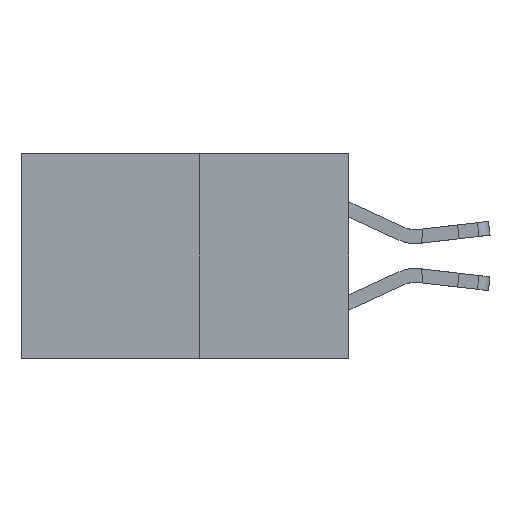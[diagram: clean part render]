
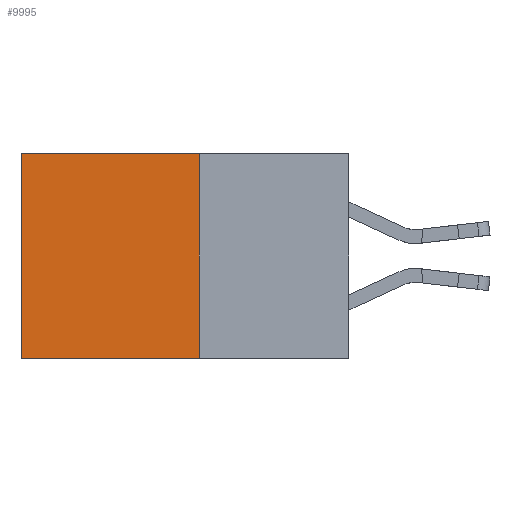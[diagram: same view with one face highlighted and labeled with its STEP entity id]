
A CAD part, left-side view. The second image highlights one B-rep face of the part: STEP entity #9995.
In plain terms, the highlighted planar face has unit normal (-1, 0, 0).
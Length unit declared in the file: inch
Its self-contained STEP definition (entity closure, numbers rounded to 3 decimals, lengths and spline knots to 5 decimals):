
#82 = DIRECTION ( 'NONE',  ( 0., 0., -1. ) ) ;
#404 = CARTESIAN_POINT ( 'NONE',  ( 0.277, 0.27, 0. ) ) ;
#1709 = VERTEX_POINT ( 'NONE', #9222 ) ;
#1856 = AXIS2_PLACEMENT_3D ( 'NONE', #16404, #13980, #6356 ) ;
#2082 = EDGE_LOOP ( 'NONE', ( #9531, #8374, #10379, #11900 ) ) ;
#2573 = PLANE ( 'NONE',  #1856 ) ;
#2628 = LINE ( 'NONE', #12779, #12788 ) ;
#2835 = EDGE_CURVE ( 'NONE', #6628, #6188, #2628, .T. ) ;
#3835 = CARTESIAN_POINT ( 'NONE',  ( 0.277, 0.59, -0.37 ) ) ;
#4388 = FACE_OUTER_BOUND ( 'NONE', #2082, .T. ) ;
#5347 = VECTOR ( 'NONE', #13949, 39.37008 ) ;
#5967 = LINE ( 'NONE', #14338, #12391 ) ;
#6188 = VERTEX_POINT ( 'NONE', #15568 ) ;
#6356 = DIRECTION ( 'NONE',  ( 0., 0., -1. ) ) ;
#6628 = VERTEX_POINT ( 'NONE', #404 ) ;
#6861 = VERTEX_POINT ( 'NONE', #13809 ) ;
#6893 = DIRECTION ( 'NONE',  ( 0., 1., 0. ) ) ;
#7999 = DIRECTION ( 'NONE',  ( 0., 1., 0. ) ) ;
#8319 = LINE ( 'NONE', #3835, #5347 ) ;
#8374 = ORIENTED_EDGE ( 'NONE', *, *, #8921, .F. ) ;
#8921 = EDGE_CURVE ( 'NONE', #6188, #1709, #13538, .T. ) ;
#9222 = CARTESIAN_POINT ( 'NONE',  ( 0.277, 0.59, -0.37 ) ) ;
#9303 = EDGE_CURVE ( 'NONE', #6861, #1709, #8319, .T. ) ;
#9531 = ORIENTED_EDGE ( 'NONE', *, *, #9303, .T. ) ;
#9995 = ADVANCED_FACE ( 'NONE', ( #4388 ), #2573, .F. ) ;
#10379 = ORIENTED_EDGE ( 'NONE', *, *, #2835, .F. ) ;
#10529 = VECTOR ( 'NONE', #6893, 39.37008 ) ;
#11900 = ORIENTED_EDGE ( 'NONE', *, *, #14190, .T. ) ;
#12391 = VECTOR ( 'NONE', #7999, 39.37008 ) ;
#12779 = CARTESIAN_POINT ( 'NONE',  ( 0.277, 0.27, -0.37 ) ) ;
#12788 = VECTOR ( 'NONE', #82, 39.37008 ) ;
#13538 = LINE ( 'NONE', #14504, #10529 ) ;
#13809 = CARTESIAN_POINT ( 'NONE',  ( 0.277, 0.59, 0. ) ) ;
#13949 = DIRECTION ( 'NONE',  ( 0., 0., -1. ) ) ;
#13980 = DIRECTION ( 'NONE',  ( 1., 0., 0. ) ) ;
#14190 = EDGE_CURVE ( 'NONE', #6628, #6861, #5967, .T. ) ;
#14338 = CARTESIAN_POINT ( 'NONE',  ( 0.277, 0.27, 0. ) ) ;
#14504 = CARTESIAN_POINT ( 'NONE',  ( 0.277, 0.27, -0.37 ) ) ;
#15568 = CARTESIAN_POINT ( 'NONE',  ( 0.277, 0.27, -0.37 ) ) ;
#16404 = CARTESIAN_POINT ( 'NONE',  ( 0.277, 0.27, -0.37 ) ) ;
